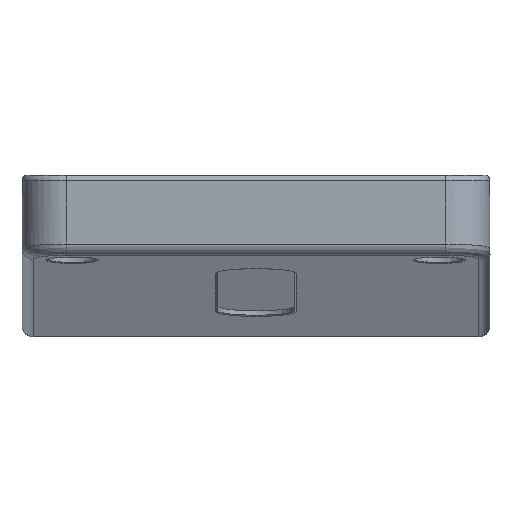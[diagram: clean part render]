
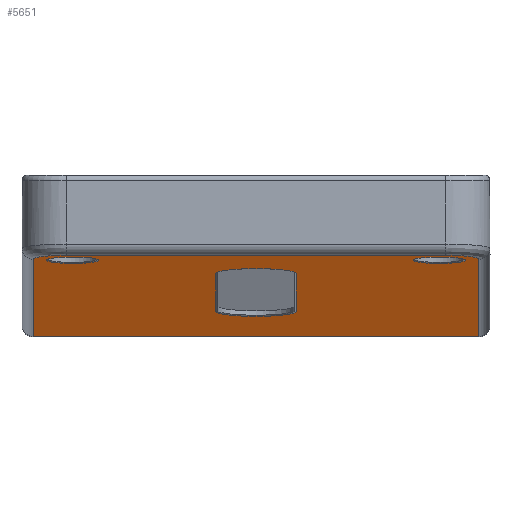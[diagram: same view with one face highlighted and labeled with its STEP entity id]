
A CAD part, front view. The second image highlights one B-rep face of the part: STEP entity #5651.
In plain terms, the highlighted planar face has unit normal (0, -0.122, -0.993).
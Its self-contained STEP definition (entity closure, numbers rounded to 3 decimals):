
#126=B_SPLINE_CURVE_WITH_KNOTS('',3,(#10024,#10025,#10026,#10027,#10028),
 .UNSPECIFIED.,.F.,.F.,(4,1,4),(-4.98,-2.49,0.),
 .UNSPECIFIED.);
#127=B_SPLINE_CURVE_WITH_KNOTS('',3,(#10031,#10032,#10033,#10034,#10035),
 .UNSPECIFIED.,.F.,.F.,(4,1,4),(-4.98,-2.49,0.),
 .UNSPECIFIED.);
#128=B_SPLINE_CURVE_WITH_KNOTS('',3,(#10046,#10047,#10048,#10049,#10050,
#10051,#10052),.UNSPECIFIED.,.F.,.F.,(4,1,1,1,4),(-7.843,-5.882,
-3.921,-1.961,0.),.UNSPECIFIED.);
#129=B_SPLINE_CURVE_WITH_KNOTS('',3,(#10053,#10054,#10055,#10056,#10057,
#10058,#10059),.UNSPECIFIED.,.F.,.F.,(4,1,1,1,4),(0.,1.994,3.989,
5.983,7.977),.UNSPECIFIED.);
#130=B_SPLINE_CURVE_WITH_KNOTS('',3,(#10062,#10063,#10064,#10065,#10066,
#10067,#10068),.UNSPECIFIED.,.F.,.F.,(4,1,1,1,4),(0.,1.994,3.989,
5.983,7.977),.UNSPECIFIED.);
#131=B_SPLINE_CURVE_WITH_KNOTS('',3,(#10069,#10070,#10071,#10072,#10073,
#10074,#10075),.UNSPECIFIED.,.F.,.F.,(4,1,1,1,4),(-0.012,1.826,
3.665,5.503,7.342),.UNSPECIFIED.);
#169=FACE_BOUND('',#902,.T.);
#170=FACE_BOUND('',#903,.T.);
#171=FACE_BOUND('',#904,.T.);
#296=PLANE('',#6146);
#558=FACE_OUTER_BOUND('',#901,.T.);
#901=EDGE_LOOP('',(#4834,#4835,#4836,#4837,#4838,#4839));
#902=EDGE_LOOP('',(#4840,#4841,#4842,#4843));
#903=EDGE_LOOP('',(#4844,#4845));
#904=EDGE_LOOP('',(#4846,#4847));
#1395=LINE('',#9938,#1918);
#1408=LINE('',#9976,#1931);
#1423=LINE('',#10021,#1946);
#1424=LINE('',#10030,#1947);
#1425=LINE('',#10038,#1948);
#1426=LINE('',#10042,#1949);
#1918=VECTOR('',#7386,10.);
#1931=VECTOR('',#7429,10.);
#1946=VECTOR('',#7486,10.);
#1947=VECTOR('',#7489,10.);
#1948=VECTOR('',#7490,10.);
#1949=VECTOR('',#7493,10.);
#2236=CIRCLE('',#6147,3.6);
#2237=CIRCLE('',#6148,3.6);
#2718=VERTEX_POINT('',#9933);
#2719=VERTEX_POINT('',#9937);
#2728=VERTEX_POINT('',#9973);
#2729=VERTEX_POINT('',#9975);
#2739=VERTEX_POINT('',#10023);
#2740=VERTEX_POINT('',#10029);
#2741=VERTEX_POINT('',#10036);
#2742=VERTEX_POINT('',#10037);
#2743=VERTEX_POINT('',#10039);
#2744=VERTEX_POINT('',#10041);
#2745=VERTEX_POINT('',#10044);
#2746=VERTEX_POINT('',#10045);
#2747=VERTEX_POINT('',#10060);
#2748=VERTEX_POINT('',#10061);
#3443=EDGE_CURVE('',#2718,#2719,#1395,.T.);
#3462=EDGE_CURVE('',#2728,#2729,#1408,.T.);
#3485=EDGE_CURVE('',#2729,#2718,#1423,.T.);
#3486=EDGE_CURVE('',#2739,#2728,#126,.T.);
#3487=EDGE_CURVE('',#2740,#2739,#1424,.T.);
#3488=EDGE_CURVE('',#2719,#2740,#127,.T.);
#3489=EDGE_CURVE('',#2741,#2742,#1425,.T.);
#3490=EDGE_CURVE('',#2741,#2743,#2236,.T.);
#3491=EDGE_CURVE('',#2744,#2743,#1426,.T.);
#3492=EDGE_CURVE('',#2744,#2742,#2237,.T.);
#3493=EDGE_CURVE('',#2745,#2746,#128,.T.);
#3494=EDGE_CURVE('',#2745,#2746,#129,.T.);
#3495=EDGE_CURVE('',#2747,#2748,#130,.T.);
#3496=EDGE_CURVE('',#2748,#2747,#131,.T.);
#4834=ORIENTED_EDGE('',*,*,#3443,.F.);
#4835=ORIENTED_EDGE('',*,*,#3485,.F.);
#4836=ORIENTED_EDGE('',*,*,#3462,.F.);
#4837=ORIENTED_EDGE('',*,*,#3486,.F.);
#4838=ORIENTED_EDGE('',*,*,#3487,.F.);
#4839=ORIENTED_EDGE('',*,*,#3488,.F.);
#4840=ORIENTED_EDGE('',*,*,#3489,.F.);
#4841=ORIENTED_EDGE('',*,*,#3490,.T.);
#4842=ORIENTED_EDGE('',*,*,#3491,.F.);
#4843=ORIENTED_EDGE('',*,*,#3492,.T.);
#4844=ORIENTED_EDGE('',*,*,#3493,.T.);
#4845=ORIENTED_EDGE('',*,*,#3494,.F.);
#4846=ORIENTED_EDGE('',*,*,#3495,.F.);
#4847=ORIENTED_EDGE('',*,*,#3496,.F.);
#5651=ADVANCED_FACE('',(#558,#169,#170,#171),#296,.T.);
#6146=AXIS2_PLACEMENT_3D('',#10022,#7487,#7488);
#6147=AXIS2_PLACEMENT_3D('',#10040,#7491,#7492);
#6148=AXIS2_PLACEMENT_3D('',#10043,#7494,#7495);
#7386=DIRECTION('',(0.,-0.993,0.122));
#7429=DIRECTION('',(0.,0.993,-0.122));
#7486=DIRECTION('',(-1.,0.,0.));
#7487=DIRECTION('center_axis',(0.,-0.122,
-0.993));
#7488=DIRECTION('ref_axis',(1.,0.,0.));
#7489=DIRECTION('',(1.,0.,0.));
#7490=DIRECTION('',(0.,0.993,-0.122));
#7491=DIRECTION('center_axis',(0.,0.122,
0.993));
#7492=DIRECTION('ref_axis',(1.,0.,0.));
#7493=DIRECTION('',(0.,-0.993,0.122));
#7494=DIRECTION('center_axis',(0.,0.122,0.993));
#7495=DIRECTION('ref_axis',(-1.,0.,0.));
#9933=CARTESIAN_POINT('',(-527.685,-39.547,10.712));
#9937=CARTESIAN_POINT('',(-527.685,-96.,17.643));
#9938=CARTESIAN_POINT('',(-527.685,-39.547,10.712));
#9973=CARTESIAN_POINT('',(-487.585,-96.,17.643));
#9975=CARTESIAN_POINT('',(-487.585,-39.547,10.712));
#9976=CARTESIAN_POINT('',(-487.585,-96.,17.643));
#10021=CARTESIAN_POINT('',(-487.585,-39.547,10.712));
#10022=CARTESIAN_POINT('Origin',(-531.821,-33.469,9.965));
#10023=CARTESIAN_POINT('',(-490.585,-99.,18.011));
#10024=CARTESIAN_POINT('Ctrl Pts',(-490.585,-99.,
18.011));
#10025=CARTESIAN_POINT('Ctrl Pts',(-489.796,-99.006,
18.012));
#10026=CARTESIAN_POINT('Ctrl Pts',(-488.231,-98.342,
17.931));
#10027=CARTESIAN_POINT('Ctrl Pts',(-487.58,-96.783,
17.739));
#10028=CARTESIAN_POINT('Ctrl Pts',(-487.585,-96.,
17.643));
#10029=CARTESIAN_POINT('',(-524.685,-99.,18.011));
#10030=CARTESIAN_POINT('',(-524.685,-99.,18.011));
#10031=CARTESIAN_POINT('Ctrl Pts',(-527.685,-96.,
17.643));
#10032=CARTESIAN_POINT('Ctrl Pts',(-527.69,-96.783,
17.739));
#10033=CARTESIAN_POINT('Ctrl Pts',(-527.04,-98.342,17.931));
#10034=CARTESIAN_POINT('Ctrl Pts',(-525.475,-99.006,
18.012));
#10035=CARTESIAN_POINT('Ctrl Pts',(-524.685,-99.,
18.011));
#10036=CARTESIAN_POINT('',(-511.235,-85.579,16.363));
#10037=CARTESIAN_POINT('',(-511.235,-57.787,12.951));
#10038=CARTESIAN_POINT('',(-511.235,-85.579,16.363));
#10039=CARTESIAN_POINT('',(-504.035,-85.579,16.363));
#10040=CARTESIAN_POINT('Origin',(-507.635,-85.579,16.363));
#10041=CARTESIAN_POINT('',(-504.035,-57.787,12.951));
#10042=CARTESIAN_POINT('',(-504.035,-57.787,12.951));
#10043=CARTESIAN_POINT('Origin',(-507.635,-57.787,12.951));
#10044=CARTESIAN_POINT('',(-521.785,-95.341,17.562));
#10045=CARTESIAN_POINT('',(-526.486,-95.285,17.555));
#10046=CARTESIAN_POINT('Ctrl Pts',(-521.785,-95.341,
17.562));
#10047=CARTESIAN_POINT('Ctrl Pts',(-521.782,-94.734,
17.488));
#10048=CARTESIAN_POINT('Ctrl Pts',(-522.28,-93.516,
17.338));
#10049=CARTESIAN_POINT('Ctrl Pts',(-524.104,-92.737,
17.242));
#10050=CARTESIAN_POINT('Ctrl Pts',(-525.948,-93.473,
17.333));
#10051=CARTESIAN_POINT('Ctrl Pts',(-526.472,-94.677,
17.481));
#10052=CARTESIAN_POINT('Ctrl Pts',(-526.486,-95.285,
17.555));
#10053=CARTESIAN_POINT('Ctrl Pts',(-521.785,-95.341,
17.562));
#10054=CARTESIAN_POINT('Ctrl Pts',(-521.783,-95.957,
17.638));
#10055=CARTESIAN_POINT('Ctrl Pts',(-522.295,-97.192,
17.789));
#10056=CARTESIAN_POINT('Ctrl Pts',(-524.166,-97.953,
17.883));
#10057=CARTESIAN_POINT('Ctrl Pts',(-526.019,-97.148,17.784));
#10058=CARTESIAN_POINT('Ctrl Pts',(-526.5,-95.902,
17.631));
#10059=CARTESIAN_POINT('Ctrl Pts',(-526.486,-95.285,
17.555));
#10060=CARTESIAN_POINT('',(-488.785,-95.285,17.555));
#10061=CARTESIAN_POINT('',(-493.485,-95.341,17.562));
#10062=CARTESIAN_POINT('Ctrl Pts',(-488.785,-95.285,
17.555));
#10063=CARTESIAN_POINT('Ctrl Pts',(-488.77,-95.902,
17.631));
#10064=CARTESIAN_POINT('Ctrl Pts',(-489.251,-97.148,17.784));
#10065=CARTESIAN_POINT('Ctrl Pts',(-491.104,-97.953,
17.883));
#10066=CARTESIAN_POINT('Ctrl Pts',(-492.975,-97.192,
17.789));
#10067=CARTESIAN_POINT('Ctrl Pts',(-493.488,-95.957,
17.638));
#10068=CARTESIAN_POINT('Ctrl Pts',(-493.485,-95.341,
17.562));
#10069=CARTESIAN_POINT('Ctrl Pts',(-493.485,-95.341,
17.562));
#10070=CARTESIAN_POINT('Ctrl Pts',(-493.488,-94.734,17.488));
#10071=CARTESIAN_POINT('Ctrl Pts',(-492.991,-93.516,17.338));
#10072=CARTESIAN_POINT('Ctrl Pts',(-491.167,-92.737,
17.242));
#10073=CARTESIAN_POINT('Ctrl Pts',(-489.323,-93.473,
17.333));
#10074=CARTESIAN_POINT('Ctrl Pts',(-488.799,-94.677,
17.481));
#10075=CARTESIAN_POINT('Ctrl Pts',(-488.785,-95.285,
17.555));
